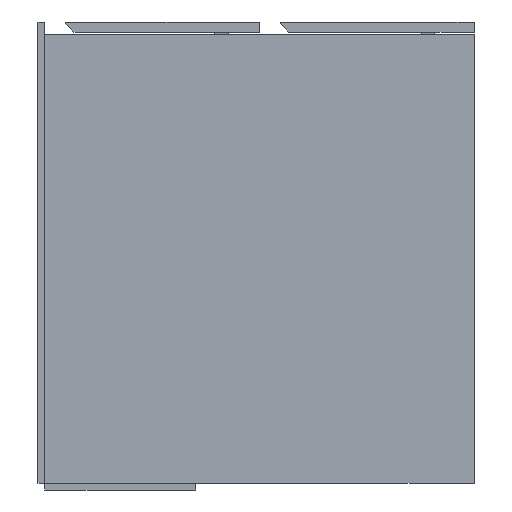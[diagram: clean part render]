
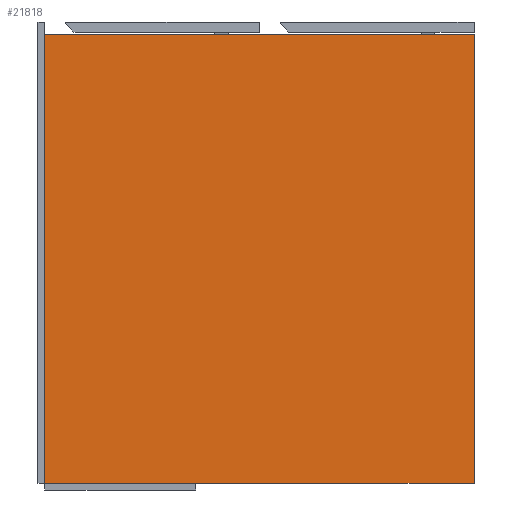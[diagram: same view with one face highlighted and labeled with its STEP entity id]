
A CAD part, left-side view. The second image highlights one B-rep face of the part: STEP entity #21818.
In plain terms, the highlighted planar face has unit normal (-1, 0, 0).
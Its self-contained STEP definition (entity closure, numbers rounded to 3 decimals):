
#1321 = VERTEX_POINT ( 'NONE', #1627 ) ;
#1336 = EDGE_CURVE ( 'NONE', #14376, #21343, #9139, .T. ) ;
#1360 = LINE ( 'NONE', #9362, #22932 ) ;
#1443 = CARTESIAN_POINT ( 'NONE',  ( 2., 512., -550. ) ) ;
#1474 = ORIENTED_EDGE ( 'NONE', *, *, #22300, .T. ) ;
#1627 = CARTESIAN_POINT ( 'NONE',  ( 2., 0., -15. ) ) ;
#1674 = CARTESIAN_POINT ( 'NONE',  ( 2., 512., -15. ) ) ;
#3684 = VECTOR ( 'NONE', #6285, 1000. ) ;
#5738 = EDGE_CURVE ( 'NONE', #16761, #1321, #1360, .T. ) ;
#6285 = DIRECTION ( 'NONE',  ( 0., -1., 0. ) ) ;
#6995 = AXIS2_PLACEMENT_3D ( 'NONE', #12798, #14332, #14586 ) ;
#7441 = VECTOR ( 'NONE', #9258, 1000. ) ;
#9139 = LINE ( 'NONE', #11159, #7441 ) ;
#9258 = DIRECTION ( 'NONE',  ( 0., 0., 1. ) ) ;
#9337 = DIRECTION ( 'NONE',  ( 0., -1., 0. ) ) ;
#9362 = CARTESIAN_POINT ( 'NONE',  ( 2., 0., -550. ) ) ;
#10865 = LINE ( 'NONE', #24469, #23226 ) ;
#11159 = CARTESIAN_POINT ( 'NONE',  ( 2., 512., -550. ) ) ;
#12402 = ORIENTED_EDGE ( 'NONE', *, *, #1336, .F. ) ;
#12798 = CARTESIAN_POINT ( 'NONE',  ( 2., 1047.337, -550. ) ) ;
#13057 = EDGE_LOOP ( 'NONE', ( #12402, #1474, #15597, #18534 ) ) ;
#14332 = DIRECTION ( 'NONE',  ( 1., 0., 0. ) ) ;
#14376 = VERTEX_POINT ( 'NONE', #1443 ) ;
#14586 = DIRECTION ( 'NONE',  ( 0., 0., -1. ) ) ;
#15597 = ORIENTED_EDGE ( 'NONE', *, *, #5738, .T. ) ;
#16113 = FACE_OUTER_BOUND ( 'NONE', #13057, .T. ) ;
#16761 = VERTEX_POINT ( 'NONE', #19762 ) ;
#18400 = EDGE_CURVE ( 'NONE', #21343, #1321, #23802, .T. ) ;
#18534 = ORIENTED_EDGE ( 'NONE', *, *, #18400, .F. ) ;
#19735 = CARTESIAN_POINT ( 'NONE',  ( 2., 1047.337, -15. ) ) ;
#19762 = CARTESIAN_POINT ( 'NONE',  ( 2., 0., -550. ) ) ;
#21343 = VERTEX_POINT ( 'NONE', #1674 ) ;
#21818 = ADVANCED_FACE ( 'NONE', ( #16113 ), #21954, .F. ) ;
#21954 = PLANE ( 'NONE',  #6995 ) ;
#22300 = EDGE_CURVE ( 'NONE', #14376, #16761, #10865, .T. ) ;
#22570 = DIRECTION ( 'NONE',  ( 0., 0., 1. ) ) ;
#22932 = VECTOR ( 'NONE', #22570, 1000. ) ;
#23226 = VECTOR ( 'NONE', #9337, 1000. ) ;
#23802 = LINE ( 'NONE', #19735, #3684 ) ;
#24469 = CARTESIAN_POINT ( 'NONE',  ( 2., 1047.337, -550. ) ) ;
